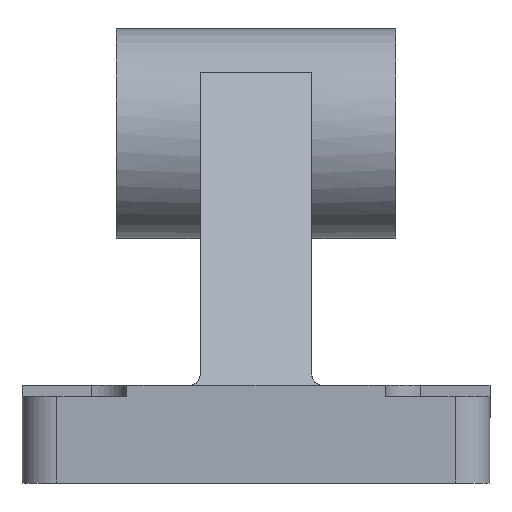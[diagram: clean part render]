
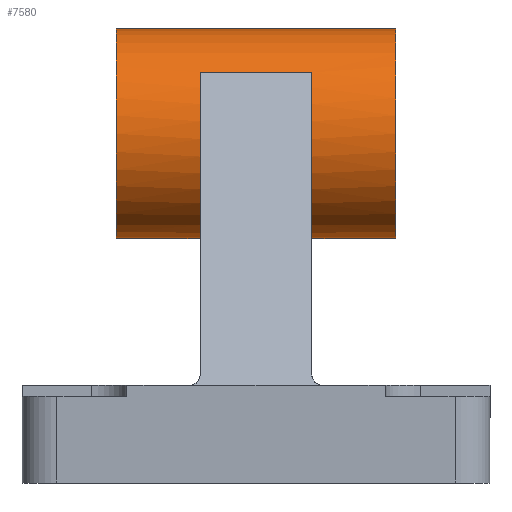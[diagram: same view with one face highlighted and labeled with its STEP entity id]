
A CAD part, front view. The second image highlights one B-rep face of the part: STEP entity #7580.
In plain terms, the highlighted cylindrical face has radius 15 mm (diameter 30 mm), a partial arc.
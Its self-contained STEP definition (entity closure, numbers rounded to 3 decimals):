
#60 = LINE ( 'NONE', #4317, #1759 ) ;
#804 = AXIS2_PLACEMENT_3D ( 'NONE', #2638, #6843, #1701 ) ;
#811 = DIRECTION ( 'NONE',  ( -1., 0., 0. ) ) ;
#899 = DIRECTION ( 'NONE',  ( -1., 0., 0. ) ) ;
#1068 = LINE ( 'NONE', #5093, #1930 ) ;
#1207 = VERTEX_POINT ( 'NONE', #3659 ) ;
#1488 = AXIS2_PLACEMENT_3D ( 'NONE', #3288, #9191, #6606 ) ;
#1607 = CARTESIAN_POINT ( 'NONE',  ( -8., 7.339, 58.782 ) ) ;
#1640 = VERTEX_POINT ( 'NONE', #7971 ) ;
#1701 = DIRECTION ( 'NONE',  ( 0., 0., 1. ) ) ;
#1759 = VECTOR ( 'NONE', #8565, 1000. ) ;
#1851 = ORIENTED_EDGE ( 'NONE', *, *, #3559, .T. ) ;
#1930 = VECTOR ( 'NONE', #899, 1000. ) ;
#2086 = AXIS2_PLACEMENT_3D ( 'NONE', #6471, #8062, #8221 ) ;
#2181 = VECTOR ( 'NONE', #5565, 1000. ) ;
#2185 = CARTESIAN_POINT ( 'NONE',  ( 8., 19.5, 65. ) ) ;
#2638 = CARTESIAN_POINT ( 'NONE',  ( 20., 19.5, 50. ) ) ;
#2658 = ORIENTED_EDGE ( 'NONE', *, *, #10639, .F. ) ;
#3089 = VERTEX_POINT ( 'NONE', #1607 ) ;
#3288 = CARTESIAN_POINT ( 'NONE',  ( 8., 19.5, 50. ) ) ;
#3322 = CIRCLE ( 'NONE', #8952, 15. ) ;
#3454 = VERTEX_POINT ( 'NONE', #7445 ) ;
#3493 = DIRECTION ( 'NONE',  ( -1., 0., 0. ) ) ;
#3498 = CIRCLE ( 'NONE', #2086, 15. ) ;
#3559 = EDGE_CURVE ( 'NONE', #3454, #3660, #9972, .T. ) ;
#3659 = CARTESIAN_POINT ( 'NONE',  ( 8., 19.5, 35. ) ) ;
#3660 = VERTEX_POINT ( 'NONE', #6298 ) ;
#4028 = CIRCLE ( 'NONE', #9673, 15. ) ;
#4088 = EDGE_CURVE ( 'NONE', #3454, #1207, #60, .T. ) ;
#4148 = ORIENTED_EDGE ( 'NONE', *, *, #5594, .F. ) ;
#4224 = ORIENTED_EDGE ( 'NONE', *, *, #9232, .T. ) ;
#4304 = ORIENTED_EDGE ( 'NONE', *, *, #10100, .F. ) ;
#4313 = CARTESIAN_POINT ( 'NONE',  ( -8., 19.5, 35. ) ) ;
#4317 = CARTESIAN_POINT ( 'NONE',  ( 8., 19.5, 35. ) ) ;
#4794 = FACE_OUTER_BOUND ( 'NONE', #10604, .T. ) ;
#5001 = CARTESIAN_POINT ( 'NONE',  ( -20., 19.5, 35. ) ) ;
#5093 = CARTESIAN_POINT ( 'NONE',  ( 8., 19.5, 35. ) ) ;
#5565 = DIRECTION ( 'NONE',  ( -1., 0., 0. ) ) ;
#5594 = EDGE_CURVE ( 'NONE', #1640, #3089, #9226, .T. ) ;
#5991 = CARTESIAN_POINT ( 'NONE',  ( 8., 7.339, 58.782 ) ) ;
#6055 = DIRECTION ( 'NONE',  ( 0., 0., 1. ) ) ;
#6298 = CARTESIAN_POINT ( 'NONE',  ( 20., 19.5, 65. ) ) ;
#6314 = CARTESIAN_POINT ( 'NONE',  ( -20., 19.5, 65. ) ) ;
#6471 = CARTESIAN_POINT ( 'NONE',  ( -8., 19.5, 50. ) ) ;
#6606 = DIRECTION ( 'NONE',  ( 0., 0., 1. ) ) ;
#6633 = EDGE_CURVE ( 'NONE', #3660, #9053, #9749, .T. ) ;
#6703 = VERTEX_POINT ( 'NONE', #5001 ) ;
#6843 = DIRECTION ( 'NONE',  ( -1., 0., 0. ) ) ;
#7009 = VERTEX_POINT ( 'NONE', #4313 ) ;
#7294 = VECTOR ( 'NONE', #3493, 1000. ) ;
#7445 = CARTESIAN_POINT ( 'NONE',  ( 20., 19.5, 35. ) ) ;
#7496 = CARTESIAN_POINT ( 'NONE',  ( -20., 19.5, 50. ) ) ;
#7580 = ADVANCED_FACE ( 'NONE', ( #4794 ), #8970, .T. ) ;
#7701 = DIRECTION ( 'NONE',  ( -1., 0., 0. ) ) ;
#7971 = CARTESIAN_POINT ( 'NONE',  ( 8., 7.339, 58.782 ) ) ;
#8062 = DIRECTION ( 'NONE',  ( -1., 0., 0. ) ) ;
#8076 = ORIENTED_EDGE ( 'NONE', *, *, #4088, .F. ) ;
#8221 = DIRECTION ( 'NONE',  ( 0., 0., 1. ) ) ;
#8565 = DIRECTION ( 'NONE',  ( -1., 0., 0. ) ) ;
#8952 = AXIS2_PLACEMENT_3D ( 'NONE', #7496, #811, #10873 ) ;
#8970 = CYLINDRICAL_SURFACE ( 'NONE', #1488, 15. ) ;
#9053 = VERTEX_POINT ( 'NONE', #6314 ) ;
#9191 = DIRECTION ( 'NONE',  ( -1., 0., 0. ) ) ;
#9226 = LINE ( 'NONE', #5991, #7294 ) ;
#9232 = EDGE_CURVE ( 'NONE', #7009, #3089, #3498, .T. ) ;
#9568 = EDGE_CURVE ( 'NONE', #6703, #9053, #3322, .T. ) ;
#9673 = AXIS2_PLACEMENT_3D ( 'NONE', #10363, #7701, #6055 ) ;
#9749 = LINE ( 'NONE', #2185, #2181 ) ;
#9972 = CIRCLE ( 'NONE', #804, 15. ) ;
#10100 = EDGE_CURVE ( 'NONE', #1207, #1640, #4028, .T. ) ;
#10363 = CARTESIAN_POINT ( 'NONE',  ( 8., 19.5, 50. ) ) ;
#10481 = ORIENTED_EDGE ( 'NONE', *, *, #6633, .T. ) ;
#10604 = EDGE_LOOP ( 'NONE', ( #8076, #1851, #10481, #10729, #2658, #4224, #4148, #4304 ) ) ;
#10639 = EDGE_CURVE ( 'NONE', #7009, #6703, #1068, .T. ) ;
#10729 = ORIENTED_EDGE ( 'NONE', *, *, #9568, .F. ) ;
#10873 = DIRECTION ( 'NONE',  ( 0., 0., 1. ) ) ;
